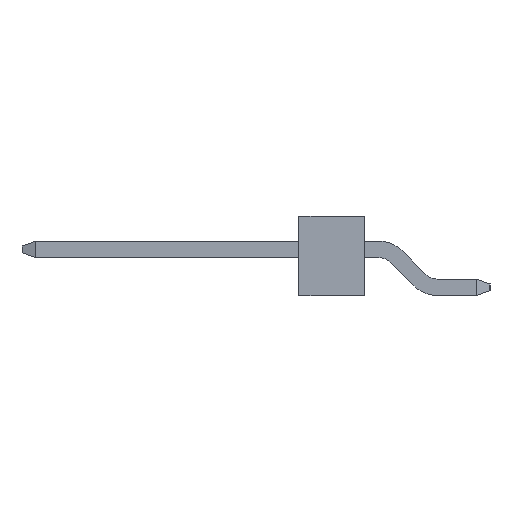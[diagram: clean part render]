
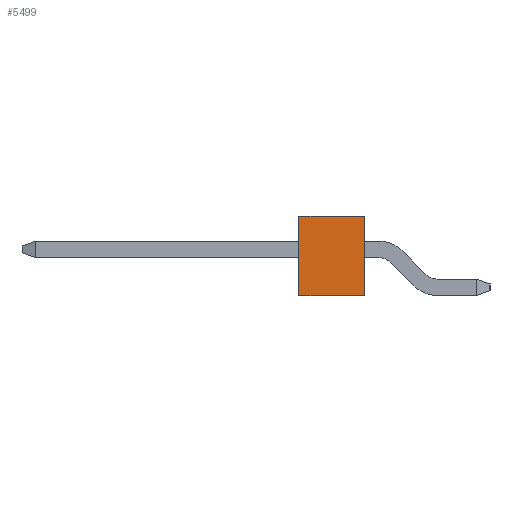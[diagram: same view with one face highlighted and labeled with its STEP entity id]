
A CAD part, left-side view. The second image highlights one B-rep face of the part: STEP entity #5499.
In plain terms, the highlighted face is planar.
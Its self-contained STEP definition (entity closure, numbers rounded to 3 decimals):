
#1082 = VERTEX_POINT('',#1083);
#1083 = CARTESIAN_POINT('',(21.59,-1.524,-1.27));
#1089 = EDGE_CURVE('',#1090,#1082,#1092,.T.);
#1090 = VERTEX_POINT('',#1091);
#1091 = CARTESIAN_POINT('',(21.59,-1.524,1.27));
#1092 = LINE('',#1093,#1094);
#1093 = CARTESIAN_POINT('',(21.59,-1.524,1.27));
#1094 = VECTOR('',#1095,1.);
#1095 = DIRECTION('',(0.,0.,-1.));
#1859 = EDGE_CURVE('',#1090,#1860,#1862,.T.);
#1860 = VERTEX_POINT('',#1861);
#1861 = CARTESIAN_POINT('',(21.59,1.524,1.27));
#1862 = LINE('',#1863,#1864);
#1863 = CARTESIAN_POINT('',(21.59,-1.524,1.27));
#1864 = VECTOR('',#1865,1.);
#1865 = DIRECTION('',(0.,1.,0.));
#3940 = VERTEX_POINT('',#3941);
#3941 = CARTESIAN_POINT('',(21.59,1.524,-1.27));
#3947 = EDGE_CURVE('',#1082,#3940,#3948,.T.);
#3948 = LINE('',#3949,#3950);
#3949 = CARTESIAN_POINT('',(21.59,-1.524,-1.27));
#3950 = VECTOR('',#3951,1.);
#3951 = DIRECTION('',(0.,1.,0.));
#4320 = EDGE_CURVE('',#1860,#3940,#4321,.T.);
#4321 = LINE('',#4322,#4323);
#4322 = CARTESIAN_POINT('',(21.59,1.524,1.27));
#4323 = VECTOR('',#4324,1.);
#4324 = DIRECTION('',(0.,0.,-1.));
#5499 = ADVANCED_FACE('',(#5500),#5506,.F.);
#5500 = FACE_BOUND('',#5501,.T.);
#5501 = EDGE_LOOP('',(#5502,#5503,#5504,#5505));
#5502 = ORIENTED_EDGE('',*,*,#3947,.T.);
#5503 = ORIENTED_EDGE('',*,*,#4320,.F.);
#5504 = ORIENTED_EDGE('',*,*,#1859,.F.);
#5505 = ORIENTED_EDGE('',*,*,#1089,.T.);
#5506 = PLANE('',#5507);
#5507 = AXIS2_PLACEMENT_3D('',#5508,#5509,#5510);
#5508 = CARTESIAN_POINT('',(21.59,-1.524,1.27));
#5509 = DIRECTION('',(-1.,0.,0.));
#5510 = DIRECTION('',(0.,0.,1.));
